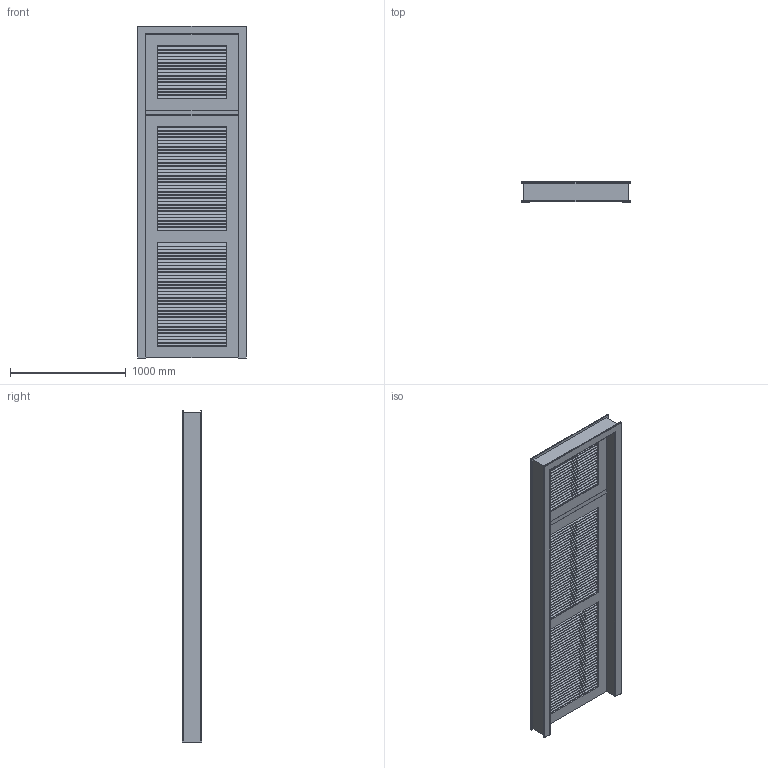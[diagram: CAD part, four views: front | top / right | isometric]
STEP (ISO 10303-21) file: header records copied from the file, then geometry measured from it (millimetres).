
FILE_DESCRIPTION(('FreeCAD Model'),'2;1');
FILE_NAME('Single door with shutters, transom and trim.step','2016-10-04T11:52:03',('Author'),(''), 'Open CASCADE STEP processor 6.8','FreeCAD','Unknown');
FILE_SCHEMA(('AUTOMOTIVE_DESIGN_CC2 { 1 2 10303 214 -1 1 5 4 }'));
Length unit declared in the file: millimetre
Products named in the file (8): ASSEMBLY; Single_door_with_shutters_and_transom; Superior_shutter; Trim; Final_trim; Final_trim_(Mirror_#12); Inferior_shutter; Transom_shutter
Assembly tree (7 placements, depth 2):
  ASSEMBLY
    Single_door_with_shutters_and_transom
    Superior_shutter
    Trim
    Final_trim
    Final_trim_(Mirror_#12)
    Inferior_shutter
    Transom_shutter
Bounding box: 940 x 170 x 2870 mm (x, y, z)
Volume: 100920940.6 mm3; surface area: 12429769.9 mm2
Topology: 71 solids, 87 shells, 850 faces, 2116 edges, 1408 vertices
Faces by surface type: plane 838, cylinder 12
Entity records: 51960 total; most frequent: CARTESIAN_POINT 8850, DIRECTION 7796, LINE 6052, VECTOR 6052, ORIENTED_EDGE 3976, PCURVE 3976, DEFINITIONAL_REPRESENTATION 3976, EDGE_CURVE 2116
